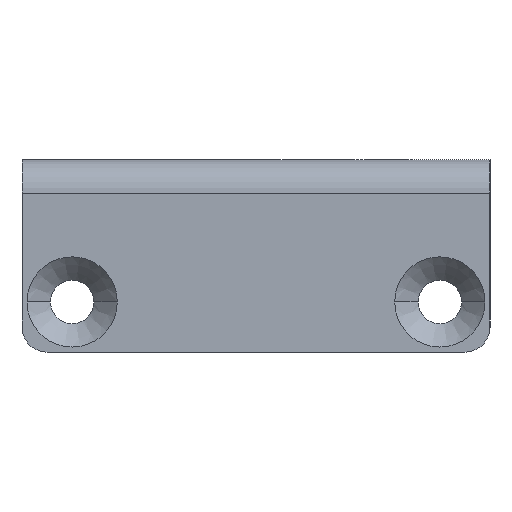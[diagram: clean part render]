
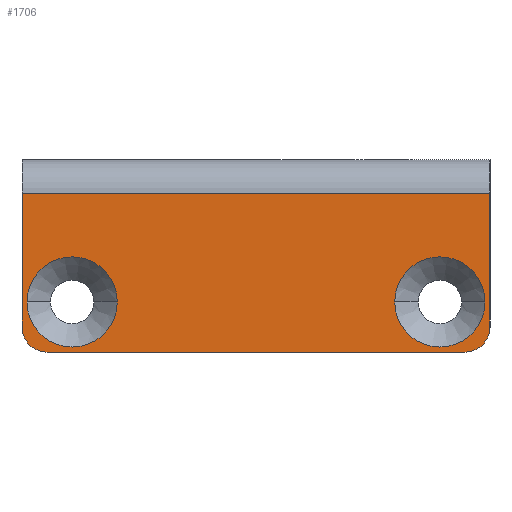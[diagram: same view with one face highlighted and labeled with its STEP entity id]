
A CAD part, left-side view. The second image highlights one B-rep face of the part: STEP entity #1706.
In plain terms, the highlighted planar face has unit normal (-1, 0, 0).
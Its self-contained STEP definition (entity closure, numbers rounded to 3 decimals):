
#49=CARTESIAN_POINT('',(-18.5,11.,11.));
#50=DIRECTION('',(1.,0.,0.));
#51=DIRECTION('',(0.,-1.,0.));
#52=AXIS2_PLACEMENT_3D('',#49,#50,#51);
#54=CARTESIAN_POINT('',(-18.5,11.,11.));
#55=DIRECTION('',(1.,0.,0.));
#56=DIRECTION('',(0.,1.,0.));
#57=AXIS2_PLACEMENT_3D('',#54,#55,#56);
#59=CARTESIAN_POINT('',(-18.5,-11.,11.));
#60=DIRECTION('',(1.,0.,0.));
#61=DIRECTION('',(0.,-1.,0.));
#62=AXIS2_PLACEMENT_3D('',#59,#60,#61);
#64=CARTESIAN_POINT('',(-18.5,-11.,11.));
#65=DIRECTION('',(1.,0.,0.));
#66=DIRECTION('',(0.,1.,0.));
#67=AXIS2_PLACEMENT_3D('',#64,#65,#66);
#69=CARTESIAN_POINT('',(-18.5,-12.5,9.5));
#70=DIRECTION('',(-1.,0.,0.));
#71=DIRECTION('',(0.,0.,-1.));
#72=AXIS2_PLACEMENT_3D('',#69,#70,#71);
#74=CARTESIAN_POINT('',(-18.5,12.5,9.5));
#75=DIRECTION('',(-1.,0.,0.));
#76=DIRECTION('',(0.,1.,0.));
#77=AXIS2_PLACEMENT_3D('',#74,#75,#76);
#79=DIRECTION('',(0.,1.,0.));
#80=VECTOR('',#79,28.);
#81=CARTESIAN_POINT('',(-18.5,-14.,17.5));
#82=LINE('',#81,#80);
#134=DIRECTION('',(0.,1.,0.));
#135=VECTOR('',#134,25.);
#136=CARTESIAN_POINT('',(-18.5,-12.5,8.));
#137=LINE('',#136,#135);
#150=DIRECTION('',(0.,0.,-1.));
#151=VECTOR('',#150,8.);
#152=CARTESIAN_POINT('',(-18.5,14.,17.5));
#153=LINE('',#152,#151);
#190=DIRECTION('',(0.,0.,-1.));
#191=VECTOR('',#190,8.);
#192=CARTESIAN_POINT('',(-18.5,-14.,17.5));
#193=LINE('',#192,#191);
#1292=CARTESIAN_POINT('',(-18.5,-14.,17.5));
#1293=VERTEX_POINT('',#1292);
#1300=CARTESIAN_POINT('',(-18.5,14.,17.5));
#1301=VERTEX_POINT('',#1300);
#1318=CARTESIAN_POINT('',(-18.5,8.3,11.));
#1319=CARTESIAN_POINT('',(-18.5,13.7,11.));
#1320=VERTEX_POINT('',#1318);
#1321=VERTEX_POINT('',#1319);
#1326=CARTESIAN_POINT('',(-18.5,-13.7,11.));
#1327=CARTESIAN_POINT('',(-18.5,-8.3,11.));
#1328=VERTEX_POINT('',#1326);
#1329=VERTEX_POINT('',#1327);
#1554=CARTESIAN_POINT('',(-18.5,-12.5,8.));
#1555=VERTEX_POINT('',#1554);
#1556=CARTESIAN_POINT('',(-18.5,-14.,9.5));
#1557=VERTEX_POINT('',#1556);
#1562=CARTESIAN_POINT('',(-18.5,14.,9.5));
#1563=VERTEX_POINT('',#1562);
#1564=CARTESIAN_POINT('',(-18.5,12.5,8.));
#1565=VERTEX_POINT('',#1564);
#1676=CARTESIAN_POINT('',(-18.5,-14.,17.5));
#1677=DIRECTION('',(1.,0.,0.));
#1678=DIRECTION('',(0.,0.,-1.));
#1679=AXIS2_PLACEMENT_3D('',#1676,#1677,#1678);
#1680=PLANE('',#1679);
#1682=ORIENTED_EDGE('',*,*,#1681,.F.);
#1684=ORIENTED_EDGE('',*,*,#1683,.T.);
#1686=ORIENTED_EDGE('',*,*,#1685,.F.);
#1688=ORIENTED_EDGE('',*,*,#1687,.F.);
#1690=ORIENTED_EDGE('',*,*,#1689,.F.);
#1692=ORIENTED_EDGE('',*,*,#1691,.T.);
#1693=EDGE_LOOP('',(#1682,#1684,#1686,#1688,#1690,#1692));
#1694=FACE_OUTER_BOUND('',#1693,.F.);
#1696=ORIENTED_EDGE('',*,*,#1695,.F.);
#1698=ORIENTED_EDGE('',*,*,#1697,.F.);
#1699=EDGE_LOOP('',(#1696,#1698));
#1700=FACE_BOUND('',#1699,.F.);
#1702=ORIENTED_EDGE('',*,*,#1701,.F.);
#1703=ORIENTED_EDGE('',*,*,#1666,.F.);
#1704=EDGE_LOOP('',(#1702,#1703));
#1705=FACE_BOUND('',#1704,.F.);
#1706=ADVANCED_FACE('',(#1694,#1700,#1705),#1680,.F.);
#53=CIRCLE('',#52,2.7);
#58=CIRCLE('',#57,2.7);
#63=CIRCLE('',#62,2.7);
#68=CIRCLE('',#67,2.7);
#73=CIRCLE('',#72,1.5);
#78=CIRCLE('',#77,1.5);
#1666=EDGE_CURVE('',#1321,#1320,#58,.T.);
#1681=EDGE_CURVE('',#1555,#1557,#73,.T.);
#1683=EDGE_CURVE('',#1555,#1565,#137,.T.);
#1685=EDGE_CURVE('',#1563,#1565,#78,.T.);
#1687=EDGE_CURVE('',#1301,#1563,#153,.T.);
#1689=EDGE_CURVE('',#1293,#1301,#82,.T.);
#1691=EDGE_CURVE('',#1293,#1557,#193,.T.);
#1695=EDGE_CURVE('',#1328,#1329,#63,.T.);
#1697=EDGE_CURVE('',#1329,#1328,#68,.T.);
#1701=EDGE_CURVE('',#1320,#1321,#53,.T.);
